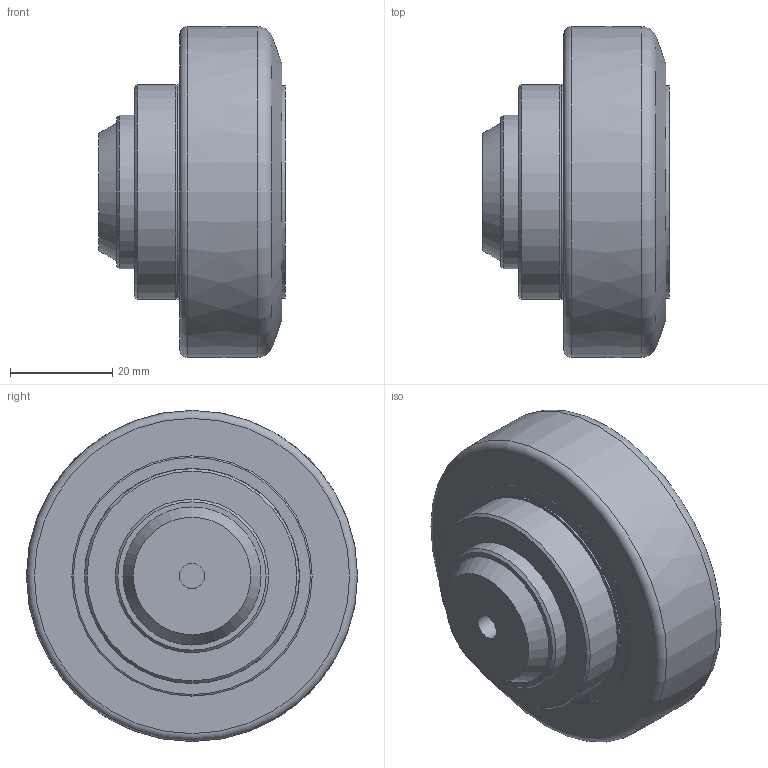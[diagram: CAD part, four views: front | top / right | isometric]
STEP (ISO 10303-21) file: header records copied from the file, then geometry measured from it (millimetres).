
FILE_DESCRIPTION(/* description */ ('-','CAx-IF Rec.Pracs.---Representation and Presentation of Product Manufacturing Information (PMI)---4.0---2014-10-13'),/* implementation_level */ '2;1');
FILE_NAME(/* name */ '1bfe8802-4d24-4364-be47-1d195db8d5b6.stp',/* time_stamp */ '2020-06-24T16:30:32+02:00',/* author */ ('-'),/* organization */ ('NTI CADcenter A/S'),/* preprocessor_version */ 'ST-DEVELOPER v18',/* originating_system */ 'Autodesk Inventor 2020',/* authorisation */ '-');
FILE_SCHEMA (('AP242_MANAGED_MODEL_BASED_3D_ENGINEERING_MIM_LF { 1 0 10303 442 1 1 4 }'));
Length unit declared in the file: millimetre
Products named in the file (1): PT060.0460_Kontur
Bounding box: 36.5 x 64.8 x 64.79 mm (x, y, z)
Volume: 72581.4 mm3; surface area: 20415.8 mm2
Topology: 1 solids, 1 shells, 76 faces, 199 edges, 144 vertices
Faces by surface type: plane 35, cylinder 26, cone 8, torus 6, bspline 1
Full cylindrical faces by diameter (mm): 3 x2, 4.917 x1, 8 x2, 8.3 x2, 30 x1, 38 x1, 41.5 x1, 42 x2, 42.1 x3, 42.971 x2, 45 x1, 45.5 x1, 47 x4, 50 x1
Entity records: 2784 total; most frequent: CARTESIAN_POINT 637, DIRECTION 452, ORIENTED_EDGE 396, EDGE_CURVE 198, AXIS2_PLACEMENT_3D 192, VERTEX_POINT 144, CIRCLE 116, EDGE_LOOP 100
